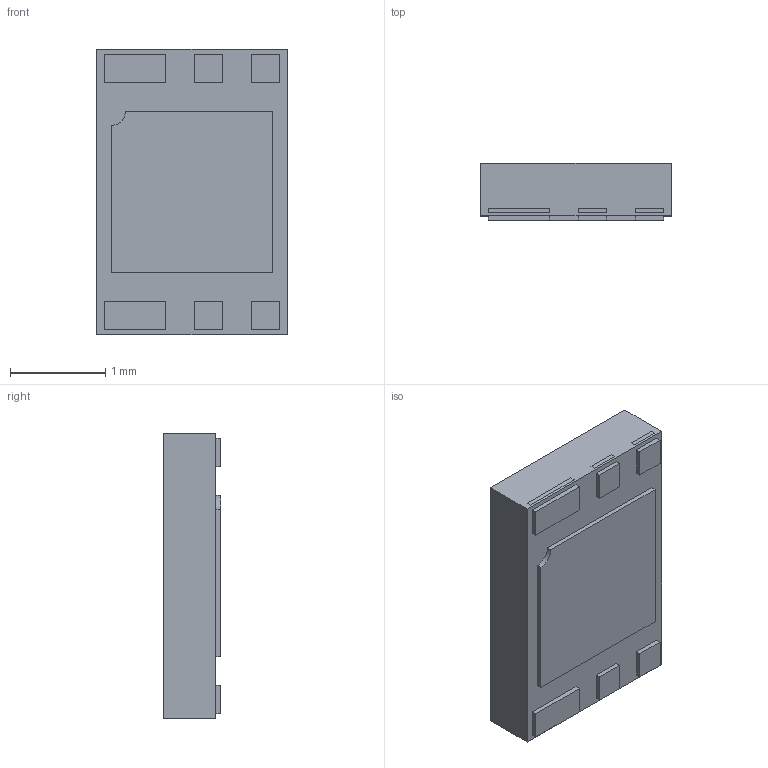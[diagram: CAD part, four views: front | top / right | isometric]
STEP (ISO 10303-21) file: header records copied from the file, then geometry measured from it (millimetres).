
FILE_DESCRIPTION (( 'STEP AP214' ), '1' );
FILE_NAME ('AP9211SA-AK-HAC-7.STEP', '2019-03-07T19:21:53', ( '' ), ( '' ), 'SwSTEP 2.0', 'SolidWorks 2017', '' );
FILE_SCHEMA (( 'AUTOMOTIVE_DESIGN' ));
Length unit declared in the file: millimetre
Products named in the file (1): AP9211SA-AK-HAC-7
Bounding box: 2 x 0.6 x 3 mm (x, y, z)
Volume: 3.5 mm3; surface area: 26.3 mm2
Topology: 14 solids, 14 shells, 115 faces, 243 edges, 162 vertices
Faces by surface type: plane 114, cylinder 1
Entity records: 3170 total; most frequent: CARTESIAN_POINT 521, ORIENTED_EDGE 486, DIRECTION 477, EDGE_CURVE 243, VECTOR 241, LINE 241, VERTEX_POINT 162, EDGE_LOOP 121
